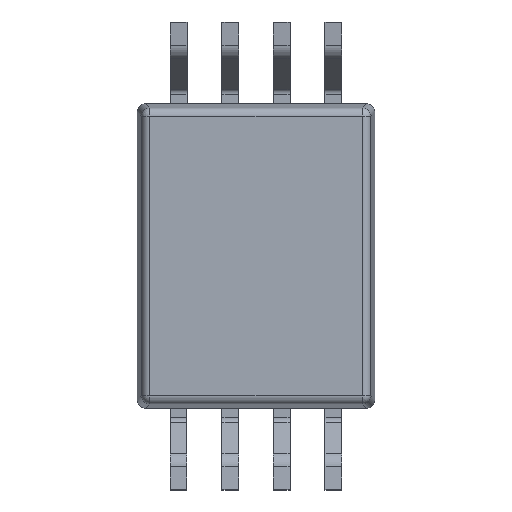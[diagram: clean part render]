
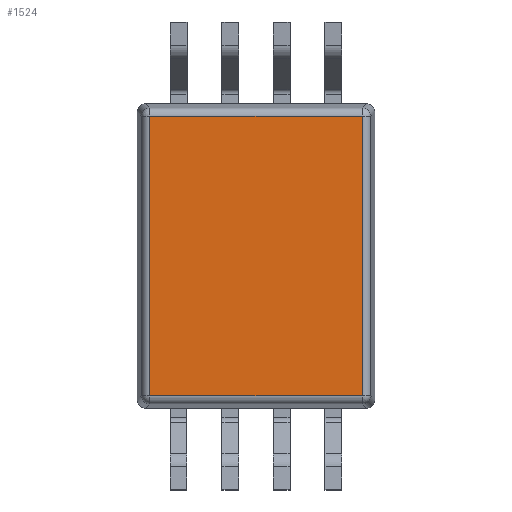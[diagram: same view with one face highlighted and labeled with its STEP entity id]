
A CAD part, front view. The second image highlights one B-rep face of the part: STEP entity #1524.
In plain terms, the highlighted planar face has unit normal (0, -1, 0).
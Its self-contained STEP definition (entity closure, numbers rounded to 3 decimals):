
#501=DIRECTION('',(1.,0.,0.));
#502=VECTOR('',#501,5.247);
#503=CARTESIAN_POINT('',(-2.623,-1.27,-3.448));
#504=LINE('',#503,#502);
#515=DIRECTION('',(0.,0.,-1.));
#516=VECTOR('',#515,6.897);
#517=CARTESIAN_POINT('',(-2.623,-1.27,3.448));
#518=LINE('',#517,#516);
#659=DIRECTION('',(-1.,0.,0.));
#660=VECTOR('',#659,5.247);
#661=CARTESIAN_POINT('',(2.623,-1.27,3.448));
#662=LINE('',#661,#660);
#711=DIRECTION('',(0.,0.,1.));
#712=VECTOR('',#711,6.897);
#713=CARTESIAN_POINT('',(2.623,-1.27,-3.448));
#714=LINE('',#713,#712);
#1061=CARTESIAN_POINT('',(2.623,-1.27,3.448));
#1062=CARTESIAN_POINT('',(-2.623,-1.27,3.448));
#1063=VERTEX_POINT('',#1061);
#1064=VERTEX_POINT('',#1062);
#1081=CARTESIAN_POINT('',(2.623,-1.27,-3.448));
#1082=VERTEX_POINT('',#1081);
#1085=CARTESIAN_POINT('',(-2.623,-1.27,-3.448));
#1086=VERTEX_POINT('',#1085);
#1510=CARTESIAN_POINT('',(-2.925,-1.27,-3.75));
#1511=DIRECTION('',(0.,-1.,0.));
#1512=DIRECTION('',(1.,0.,0.));
#1513=AXIS2_PLACEMENT_3D('',#1510,#1511,#1512);
#1514=PLANE('',#1513);
#1515=ORIENTED_EDGE('',*,*,#1501,.F.);
#1517=ORIENTED_EDGE('',*,*,#1516,.F.);
#1519=ORIENTED_EDGE('',*,*,#1518,.F.);
#1521=ORIENTED_EDGE('',*,*,#1520,.F.);
#1522=EDGE_LOOP('',(#1515,#1517,#1519,#1521));
#1523=FACE_OUTER_BOUND('',#1522,.F.);
#1524=ADVANCED_FACE('',(#1523),#1514,.T.);
#1501=EDGE_CURVE('',#1086,#1082,#504,.T.);
#1516=EDGE_CURVE('',#1064,#1086,#518,.T.);
#1518=EDGE_CURVE('',#1063,#1064,#662,.T.);
#1520=EDGE_CURVE('',#1082,#1063,#714,.T.);
